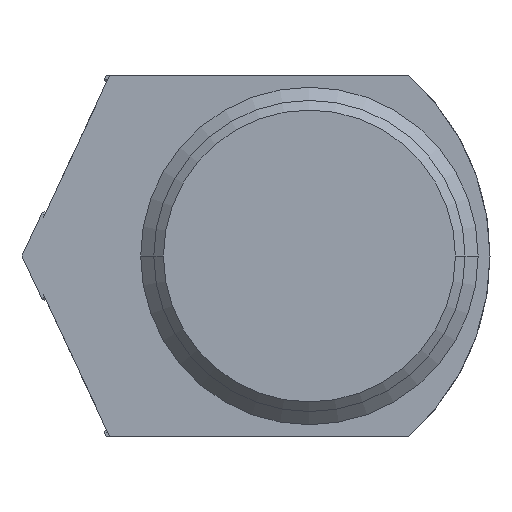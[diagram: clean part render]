
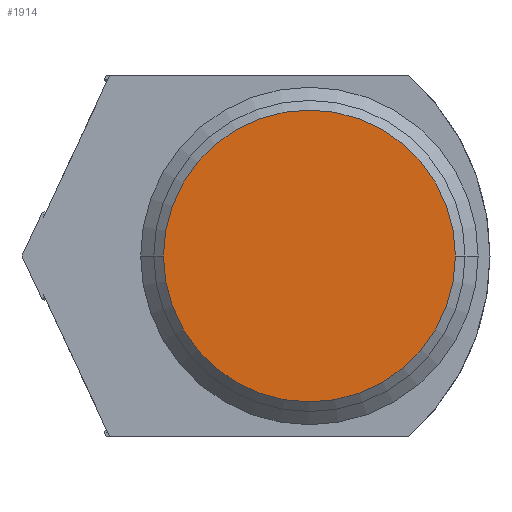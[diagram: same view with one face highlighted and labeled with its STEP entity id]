
A CAD part, left-side view. The second image highlights one B-rep face of the part: STEP entity #1914.
In plain terms, the highlighted planar face has unit normal (-1, 0, 0).
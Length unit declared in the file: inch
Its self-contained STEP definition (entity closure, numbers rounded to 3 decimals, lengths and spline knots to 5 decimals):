
#553=CARTESIAN_POINT('',(-2.,-0.187,0.));
#554=DIRECTION('',(-1.,0.,0.));
#555=DIRECTION('',(0.,1.,0.));
#556=AXIS2_PLACEMENT_3D('',#553,#554,#555);
#583=CARTESIAN_POINT('',(-2.,-0.187,0.));
#584=DIRECTION('',(1.,0.,0.));
#585=DIRECTION('',(0.,1.,0.));
#586=AXIS2_PLACEMENT_3D('',#583,#584,#585);
#1429=CARTESIAN_POINT('',(-2.,0.268,0.));
#1430=CARTESIAN_POINT('',(-2.,-0.642,0.));
#1431=VERTEX_POINT('',#1429);
#1432=VERTEX_POINT('',#1430);
#1904=CARTESIAN_POINT('',(-2.,0.,0.));
#1905=DIRECTION('',(1.,0.,0.));
#1906=DIRECTION('',(0.,0.,-1.));
#1907=AXIS2_PLACEMENT_3D('',#1904,#1905,#1906);
#1908=PLANE('',#1907);
#1909=ORIENTED_EDGE('',*,*,#1894,.F.);
#1911=ORIENTED_EDGE('',*,*,#1910,.T.);
#1912=EDGE_LOOP('',(#1909,#1911));
#1913=FACE_OUTER_BOUND('',#1912,.F.);
#1914=ADVANCED_FACE('',(#1913),#1908,.F.);
#557=CIRCLE('',#556,0.455);
#587=CIRCLE('',#586,0.455);
#1894=EDGE_CURVE('',#1431,#1432,#557,.T.);
#1910=EDGE_CURVE('',#1431,#1432,#587,.T.);
